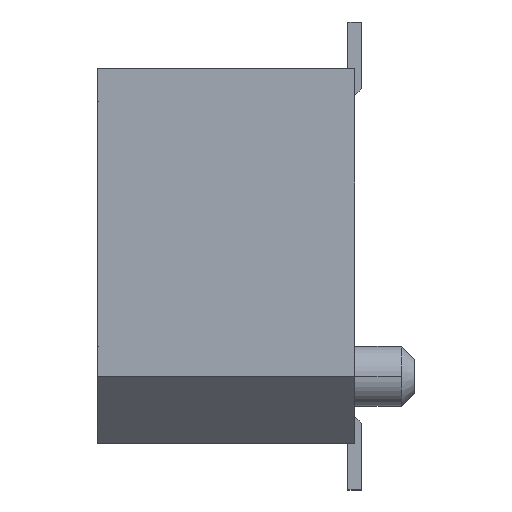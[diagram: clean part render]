
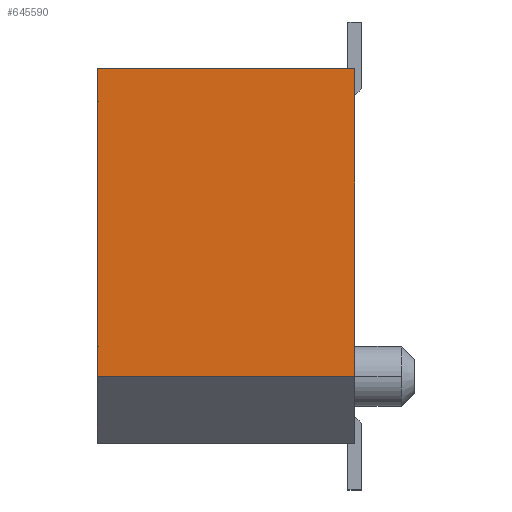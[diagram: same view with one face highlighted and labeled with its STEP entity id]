
A CAD part, left-side view. The second image highlights one B-rep face of the part: STEP entity #645590.
In plain terms, the highlighted planar face has unit normal (-1, 0, 0).
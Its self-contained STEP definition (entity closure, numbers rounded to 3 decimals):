
#39950=CARTESIAN_POINT('',(0.,0.,2.8));
#39960=VERTEX_POINT('',#39950);
#39990=CARTESIAN_POINT('',(0.,0.,2.8));
#40000=DIRECTION('',(0.,1.,0.));
#40010=VECTOR('',#40000,1.);
#40020=LINE('',#39990,#40010);
#40030=CARTESIAN_POINT('',(0.,3.85,2.8));
#40040=VERTEX_POINT('',#40030);
#40050=EDGE_CURVE('',#39960,#40040,#40020,.T.);
#506610=CARTESIAN_POINT('',(0.,3.85,0.));
#506620=DIRECTION('',(0.,0.,1.));
#506630=VECTOR('',#506620,1.);
#506640=LINE('',#506610,#506630);
#506650=CARTESIAN_POINT('',(0.,3.85,-1.8));
#506660=VERTEX_POINT('',#506650);
#506670=EDGE_CURVE('',#506660,#40040,#506640,.T.);
#641220=CARTESIAN_POINT('',(0.,0.,0.));
#641230=DIRECTION('',(0.,0.,-1.));
#641240=VECTOR('',#641230,1.);
#641250=LINE('',#641220,#641240);
#641260=CARTESIAN_POINT('',(0.,0.,-1.8));
#641270=VERTEX_POINT('',#641260);
#641280=EDGE_CURVE('',#39960,#641270,#641250,.T.);
#645380=CARTESIAN_POINT('',(0.,0.,-1.8));
#645390=DIRECTION('',(0.,-1.,0.));
#645400=VECTOR('',#645390,1.);
#645410=LINE('',#645380,#645400);
#645420=EDGE_CURVE('',#506660,#641270,#645410,.T.);
#645480=CARTESIAN_POINT('',(0.,1.925,0.5));
#645490=DIRECTION('',(-1.,0.,0.));
#645500=DIRECTION('',(0.,0.,1.));
#645510=AXIS2_PLACEMENT_3D('',#645480,#645490,#645500);
#645520=PLANE('',#645510);
#645530=ORIENTED_EDGE('',*,*,#506670,.F.);
#645540=ORIENTED_EDGE('',*,*,#40050,.T.);
#645550=ORIENTED_EDGE('',*,*,#641280,.F.);
#645560=ORIENTED_EDGE('',*,*,#645420,.T.);
#645570=EDGE_LOOP('',(#645560,#645550,#645540,#645530));
#645580=FACE_OUTER_BOUND('',#645570,.T.);
#645590=ADVANCED_FACE('',(#645580),#645520,.T.);
